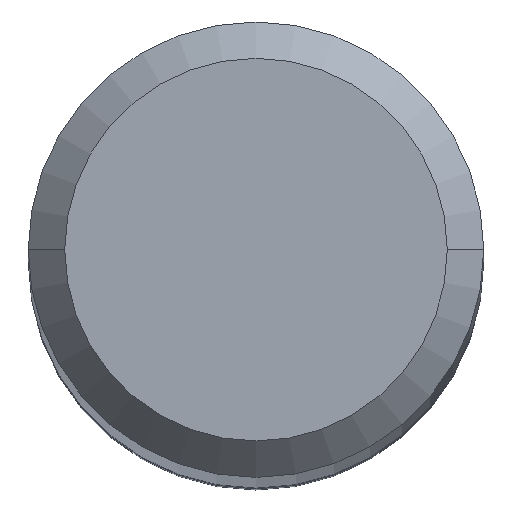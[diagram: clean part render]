
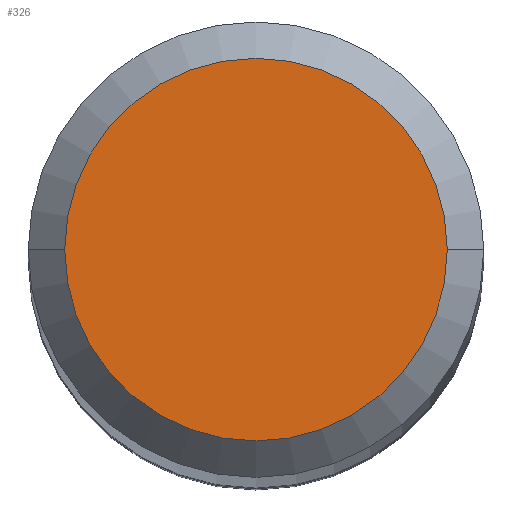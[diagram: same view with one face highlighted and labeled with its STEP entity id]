
A CAD part, top view. The second image highlights one B-rep face of the part: STEP entity #326.
In plain terms, the highlighted planar face has unit normal (0, 0, 1).
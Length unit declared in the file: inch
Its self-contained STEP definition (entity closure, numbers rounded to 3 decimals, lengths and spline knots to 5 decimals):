
#10 = AXIS2_PLACEMENT_3D ( 'NONE', #643, #86, #81 ) ;
#29 = ORIENTED_EDGE ( 'NONE', *, *, #308, .T. ) ;
#38 = DIRECTION ( 'NONE',  ( 0., 0., -1. ) ) ;
#81 = DIRECTION ( 'NONE',  ( 1., 0., 0. ) ) ;
#86 = DIRECTION ( 'NONE',  ( 0., 0., 1. ) ) ;
#115 = VERTEX_POINT ( 'NONE', #490 ) ;
#128 = AXIS2_PLACEMENT_3D ( 'NONE', #233, #677, #219 ) ;
#147 = CARTESIAN_POINT ( 'NONE',  ( 0., 0.105, 0. ) ) ;
#170 = DIRECTION ( 'NONE',  ( -1., 0., 0. ) ) ;
#185 = EDGE_CURVE ( 'NONE', #115, #773, #665, .T. ) ;
#219 = DIRECTION ( 'NONE',  ( 1., 0., 0. ) ) ;
#233 = CARTESIAN_POINT ( 'NONE',  ( 0., 0., 0. ) ) ;
#308 = EDGE_CURVE ( 'NONE', #773, #115, #778, .T. ) ;
#326 = ADVANCED_FACE ( 'NONE', ( #578 ), #499, .F. ) ;
#432 = EDGE_LOOP ( 'NONE', ( #29, #791 ) ) ;
#490 = CARTESIAN_POINT ( 'NONE',  ( 0.105, 0., 0. ) ) ;
#499 = PLANE ( 'NONE',  #549 ) ;
#549 = AXIS2_PLACEMENT_3D ( 'NONE', #147, #38, #170 ) ;
#578 = FACE_OUTER_BOUND ( 'NONE', #432, .T. ) ;
#643 = CARTESIAN_POINT ( 'NONE',  ( 0., 0., 0. ) ) ;
#665 = CIRCLE ( 'NONE', #128, 0.105 ) ;
#677 = DIRECTION ( 'NONE',  ( 0., 0., 1. ) ) ;
#691 = CARTESIAN_POINT ( 'NONE',  ( -0.105, 0., 0. ) ) ;
#773 = VERTEX_POINT ( 'NONE', #691 ) ;
#778 = CIRCLE ( 'NONE', #10, 0.105 ) ;
#791 = ORIENTED_EDGE ( 'NONE', *, *, #185, .T. ) ;
